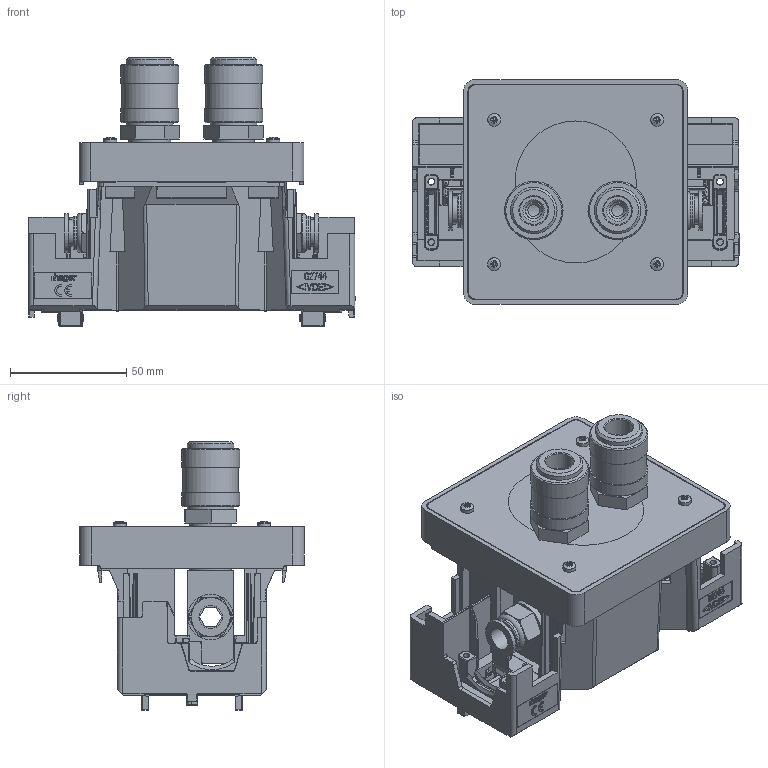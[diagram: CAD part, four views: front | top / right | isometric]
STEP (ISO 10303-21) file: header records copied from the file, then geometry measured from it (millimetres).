
FILE_DESCRIPTION(/* description */ ('Pneumatikanschluss - doppelt'),/* implementation_level */ '2;1');
FILE_NAME(/* name */ 'ZEI_CAD_320741-0-REVB_#SALL_#AIN_#V1.step',/* time_stamp */ '2022-09-15T22:37:10+02:00',/* author */ ('MiniTec'),/* organization */ ('MiniTec GmbH & Co.KG'),/* preprocessor_version */ 'ST-DEVELOPER v18.1',/* originating_system */ 'Autodesk Inventor 2021',/* authorisation */ '');
FILE_SCHEMA (('CONFIG_CONTROL_DESIGN'));
Products named in the file (11): 32-0741-0BG.001; leer; leer_1; leer_2; MTW_1-00180897; leer_3; leer_4; 589245-900-00.000-01; leer_5; leer_6; leer_7
Assembly tree (21 placements, depth 2):
  32-0741-0BG.001
    leer  x4
    leer_1
    leer_2  x2
    MTW_1-00180897
    leer_3  x2
    leer_4  x6
    589245-900-00.000-01
    leer_5
    leer_6
    leer_7  x2
Bounding box: 140.3 x 96.5 x 115.5 mm (x, y, z)
Volume: 206102.2 mm3; surface area: 164602.4 mm2
Topology: 22 solids, 22 shells, 3310 faces, 8614 edges, 5353 vertices
Faces by surface type: plane 1577, cylinder 1018, bspline 428, cone 104, sphere 98, torus 85
Full cylindrical faces by diameter (mm): 2.9 x4, 3 x2, 4 x4, 4.2 x2, 4.8 x2, 5 x2, 5.6 x4, 7.3 x2, 8 x1, 8.4 x2, 10 x2, 11.445 x4, 11.65 x4, 12 x4, 13.093 x2, 13.2 x6, 14 x4, 14.5 x2, 14.95 x1, 16.4 x2, 16.7 x4, 16.75 x2, 17 x2, 18 x6, 19.63 x2, 20 x4, 24 x2, 25 x4
Entity records: 124748 total; most frequent: CARTESIAN_POINT 49497, ORIENTED_EDGE 16116, DIRECTION 15271, EDGE_CURVE 8058, AXIS2_PLACEMENT_3D 5170, VERTEX_POINT 4999, LINE 4931, VECTOR 4931
